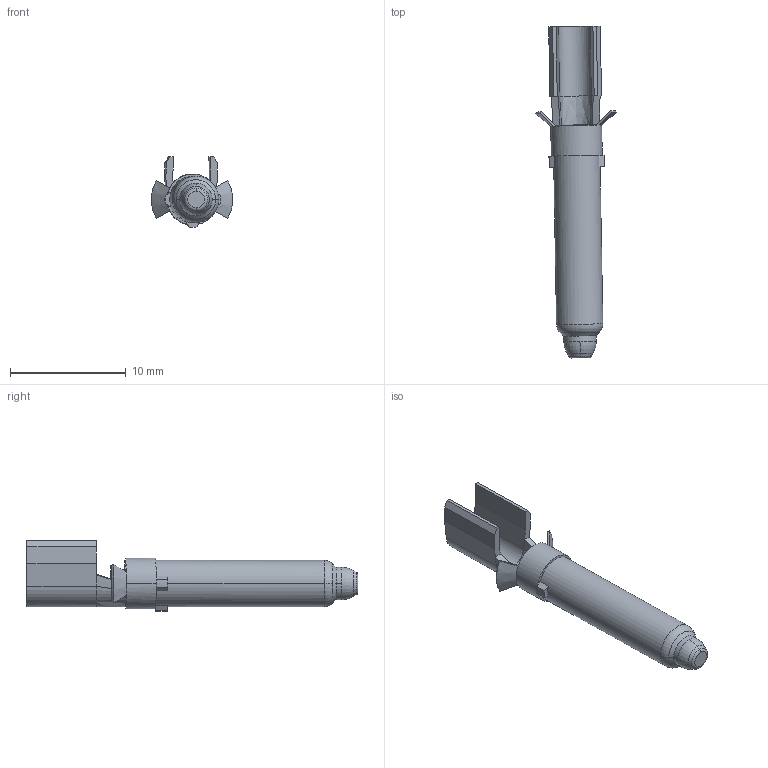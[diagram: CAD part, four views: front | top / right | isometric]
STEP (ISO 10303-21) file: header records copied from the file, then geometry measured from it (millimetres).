
FILE_DESCRIPTION(('Creo Elements/Direct Modeling STEP Export'),'2;1');
FILE_NAME('model.stp','2020-02-17T16:39:18',(''),(''),'Creo Elements/Direct Modeling STEP processor for AP214 (Solid Model)','Creo Elements/Direct Modeling 20.1A 29-Sep-2018 (C) Parametric Technology GmbH','');
FILE_SCHEMA(('AUTOMOTIVE_DESIGN { 1 0 10303 214 1 1 1 1 }'));
Length unit declared in the file: millimetre
Products named in the file (2): PV-FT-CCM-6-R1000
Assembly tree (1 placements, depth 2):
  PV-FT-CCM-6-R1000
    PV-FT-CCM-6-R1000
Bounding box: 7 x 28.65 x 6.09 mm (x, y, z)
Volume: 281.9 mm3; surface area: 517.1 mm2
Topology: 1 solids, 1 shells, 78 faces, 215 edges, 139 vertices
Faces by surface type: plane 39, cylinder 15, cone 10, bspline 8, torus 6
Entity records: 3263 total; most frequent: CARTESIAN_POINT 804, ORIENTED_EDGE 430, DIRECTION 328, EDGE_CURVE 215, VERTEX_POINT 139, AXIS2_PLACEMENT_3D 113, VECTOR 102, LINE 102
